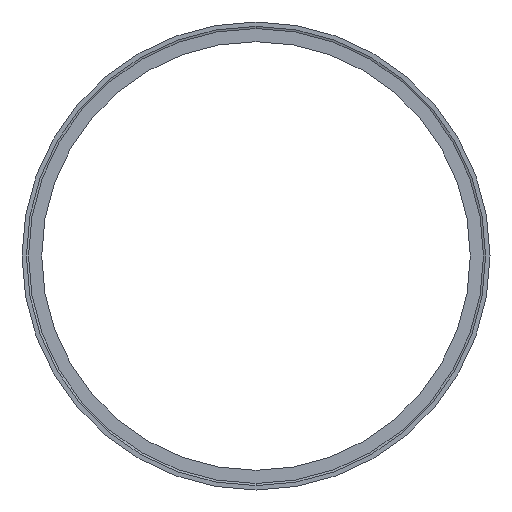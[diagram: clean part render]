
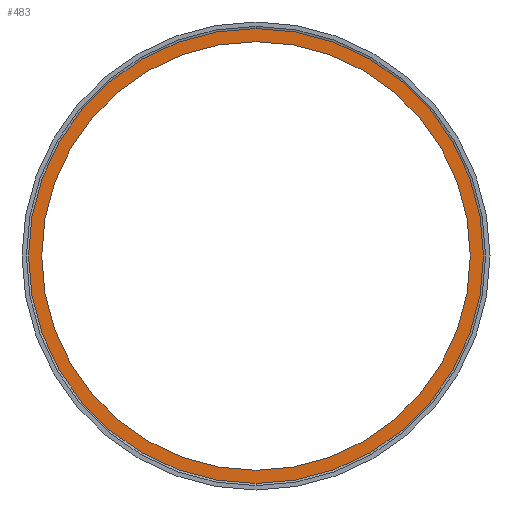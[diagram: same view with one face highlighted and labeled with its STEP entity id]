
A CAD part, front view. The second image highlights one B-rep face of the part: STEP entity #483.
In plain terms, the highlighted planar face has unit normal (0, -1, 0).
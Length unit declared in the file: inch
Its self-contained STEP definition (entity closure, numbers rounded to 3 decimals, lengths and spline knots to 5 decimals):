
#30 = AXIS2_PLACEMENT_3D ( 'NONE', #322, #312, #308 ) ;
#47 = AXIS2_PLACEMENT_3D ( 'NONE', #455, #404, #393 ) ;
#79 = AXIS2_PLACEMENT_3D ( 'NONE', #339, #417, #473 ) ;
#86 = CIRCLE ( 'NONE', #79, 4.25 ) ;
#94 = AXIS2_PLACEMENT_3D ( 'NONE', #267, #266, #263 ) ;
#108 = AXIS2_PLACEMENT_3D ( 'NONE', #144, #138, #136 ) ;
#136 = DIRECTION ( 'NONE',  ( 0., 0., 1. ) ) ;
#138 = DIRECTION ( 'NONE',  ( 0., 1., 0. ) ) ;
#144 = CARTESIAN_POINT ( 'NONE',  ( 0., -0.03937, 0. ) ) ;
#159 = ORIENTED_EDGE ( 'NONE', *, *, #376, .T. ) ;
#166 = FACE_OUTER_BOUND ( 'NONE', #345, .T. ) ;
#174 = ORIENTED_EDGE ( 'NONE', *, *, #227, .F. ) ;
#176 = CIRCLE ( 'NONE', #47, 4.0035 ) ;
#186 = FACE_BOUND ( 'NONE', #341, .T. ) ;
#227 = EDGE_CURVE ( 'NONE', #486, #465, #247, .T. ) ;
#229 = CIRCLE ( 'NONE', #108, 4.0035 ) ;
#247 = CIRCLE ( 'NONE', #94, 4.25 ) ;
#263 = DIRECTION ( 'NONE',  ( 0., 0., 1. ) ) ;
#266 = DIRECTION ( 'NONE',  ( 0., 1., 0. ) ) ;
#267 = CARTESIAN_POINT ( 'NONE',  ( 0., -0.03937, 0. ) ) ;
#293 = CARTESIAN_POINT ( 'NONE',  ( 0., -0.03937, 4.25 ) ) ;
#308 = DIRECTION ( 'NONE',  ( 0., 0., 1. ) ) ;
#312 = DIRECTION ( 'NONE',  ( 0., 1., 0. ) ) ;
#313 = PLANE ( 'NONE',  #30 ) ;
#322 = CARTESIAN_POINT ( 'NONE',  ( 0., -0.03937, 0. ) ) ;
#339 = CARTESIAN_POINT ( 'NONE',  ( 0., -0.03937, 0. ) ) ;
#341 = EDGE_LOOP ( 'NONE', ( #412, #159 ) ) ;
#345 = EDGE_LOOP ( 'NONE', ( #461, #174 ) ) ;
#369 = VERTEX_POINT ( 'NONE', #402 ) ;
#373 = CARTESIAN_POINT ( 'NONE',  ( 0., -0.03937, -4.0035 ) ) ;
#376 = EDGE_CURVE ( 'NONE', #438, #369, #229, .T. ) ;
#384 = CARTESIAN_POINT ( 'NONE',  ( 0., -0.03937, -4.25 ) ) ;
#393 = DIRECTION ( 'NONE',  ( 0., 0., 1. ) ) ;
#402 = CARTESIAN_POINT ( 'NONE',  ( 0., -0.03937, 4.0035 ) ) ;
#404 = DIRECTION ( 'NONE',  ( 0., 1., 0. ) ) ;
#412 = ORIENTED_EDGE ( 'NONE', *, *, #450, .T. ) ;
#417 = DIRECTION ( 'NONE',  ( 0., 1., 0. ) ) ;
#425 = EDGE_CURVE ( 'NONE', #465, #486, #86, .T. ) ;
#438 = VERTEX_POINT ( 'NONE', #373 ) ;
#450 = EDGE_CURVE ( 'NONE', #369, #438, #176, .T. ) ;
#455 = CARTESIAN_POINT ( 'NONE',  ( 0., -0.03937, 0. ) ) ;
#461 = ORIENTED_EDGE ( 'NONE', *, *, #425, .F. ) ;
#465 = VERTEX_POINT ( 'NONE', #384 ) ;
#473 = DIRECTION ( 'NONE',  ( 0., 0., 1. ) ) ;
#483 = ADVANCED_FACE ( 'NONE', ( #186, #166 ), #313, .F. ) ;
#486 = VERTEX_POINT ( 'NONE', #293 ) ;
